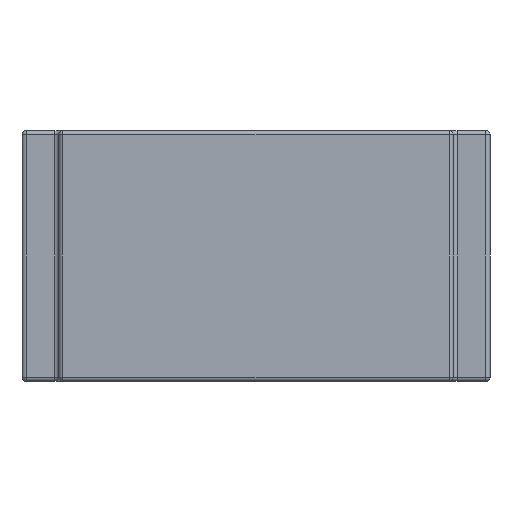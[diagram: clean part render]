
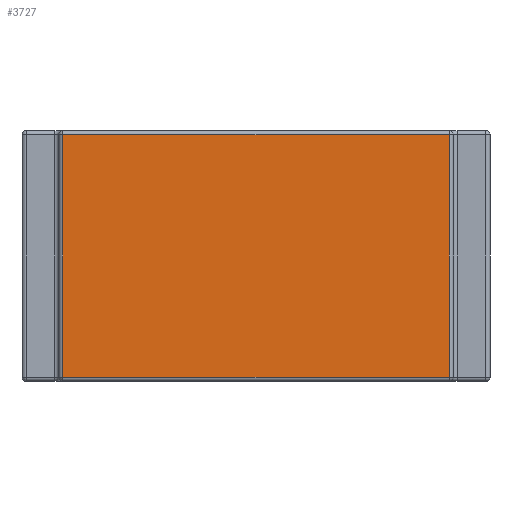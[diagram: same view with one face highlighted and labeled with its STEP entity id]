
A CAD part, front view. The second image highlights one B-rep face of the part: STEP entity #3727.
In plain terms, the highlighted planar face has unit normal (0, -1, 0).
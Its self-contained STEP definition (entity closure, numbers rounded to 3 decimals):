
#180 = LINE ( 'NONE', #3756, #1332 ) ;
#233 = VECTOR ( 'NONE', #1469, 1000. ) ;
#607 = EDGE_CURVE ( 'NONE', #2123, #4322, #180, .T. ) ;
#923 = PLANE ( 'NONE',  #4029 ) ;
#1032 = VERTEX_POINT ( 'NONE', #2095 ) ;
#1332 = VECTOR ( 'NONE', #5031, 1000. ) ;
#1371 = CARTESIAN_POINT ( 'NONE',  ( 2.2, 0., 15. ) ) ;
#1469 = DIRECTION ( 'NONE',  ( 0., 0., 1. ) ) ;
#1589 = CARTESIAN_POINT ( 'NONE',  ( 25.55, 0., 0.25 ) ) ;
#1720 = VECTOR ( 'NONE', #5312, 1000. ) ;
#1735 = CARTESIAN_POINT ( 'NONE',  ( 2.45, 0., 14.75 ) ) ;
#1847 = CARTESIAN_POINT ( 'NONE',  ( 25.55, 0., 15. ) ) ;
#1993 = LINE ( 'NONE', #1847, #233 ) ;
#2095 = CARTESIAN_POINT ( 'NONE',  ( 25.55, 0., 14.75 ) ) ;
#2123 = VERTEX_POINT ( 'NONE', #1735 ) ;
#2224 = EDGE_LOOP ( 'NONE', ( #4842, #4485, #4570, #3960 ) ) ;
#2688 = VECTOR ( 'NONE', #2966, 1000. ) ;
#2966 = DIRECTION ( 'NONE',  ( 1., 0., 0. ) ) ;
#3085 = CARTESIAN_POINT ( 'NONE',  ( 2.2, 0., 14.75 ) ) ;
#3088 = LINE ( 'NONE', #5019, #2688 ) ;
#3167 = FACE_OUTER_BOUND ( 'NONE', #2224, .T. ) ;
#3376 = VERTEX_POINT ( 'NONE', #1589 ) ;
#3625 = CARTESIAN_POINT ( 'NONE',  ( 2.45, 0., 0.25 ) ) ;
#3727 = ADVANCED_FACE ( 'NONE', ( #3167 ), #923, .F. ) ;
#3756 = CARTESIAN_POINT ( 'NONE',  ( 2.45, 0., 15. ) ) ;
#3960 = ORIENTED_EDGE ( 'NONE', *, *, #5113, .T. ) ;
#4003 = LINE ( 'NONE', #3085, #1720 ) ;
#4029 = AXIS2_PLACEMENT_3D ( 'NONE', #1371, #4384, #4423 ) ;
#4082 = EDGE_CURVE ( 'NONE', #4322, #3376, #3088, .T. ) ;
#4322 = VERTEX_POINT ( 'NONE', #3625 ) ;
#4384 = DIRECTION ( 'NONE',  ( 0., 1., 0. ) ) ;
#4423 = DIRECTION ( 'NONE',  ( 0., 0., 1. ) ) ;
#4485 = ORIENTED_EDGE ( 'NONE', *, *, #4082, .T. ) ;
#4570 = ORIENTED_EDGE ( 'NONE', *, *, #4724, .T. ) ;
#4724 = EDGE_CURVE ( 'NONE', #3376, #1032, #1993, .T. ) ;
#4842 = ORIENTED_EDGE ( 'NONE', *, *, #607, .T. ) ;
#5019 = CARTESIAN_POINT ( 'NONE',  ( 25.55, 0., 0.25 ) ) ;
#5031 = DIRECTION ( 'NONE',  ( 0., 0., -1. ) ) ;
#5113 = EDGE_CURVE ( 'NONE', #1032, #2123, #4003, .T. ) ;
#5312 = DIRECTION ( 'NONE',  ( -1., 0., 0. ) ) ;
